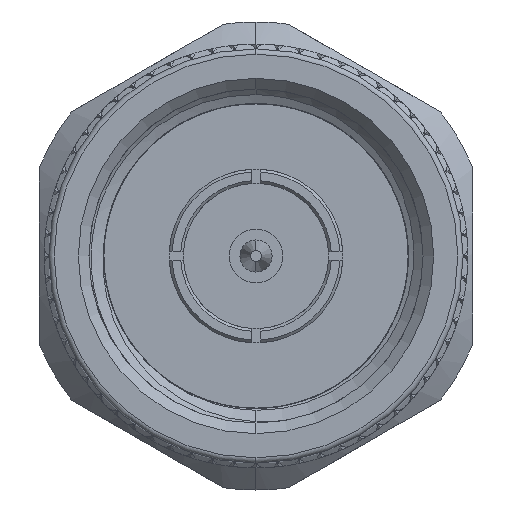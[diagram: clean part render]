
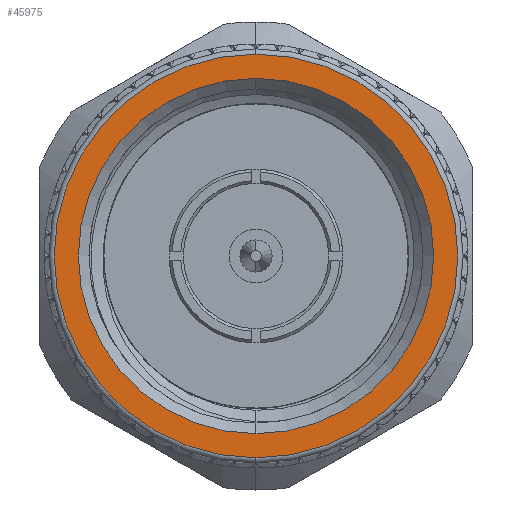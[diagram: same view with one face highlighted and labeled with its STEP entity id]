
A CAD part, left-side view. The second image highlights one B-rep face of the part: STEP entity #45975.
In plain terms, the highlighted planar face has unit normal (-1, 0, 0).
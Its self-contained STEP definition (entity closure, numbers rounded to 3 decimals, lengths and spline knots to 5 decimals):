
#287 = CARTESIAN_POINT ( 'NONE',  ( 0., 0., 0. ) ) ;
#554 = DIRECTION ( 'NONE',  ( 1., 0., 0. ) ) ;
#1640 = AXIS2_PLACEMENT_3D ( 'NONE', #287, #554, #68299 ) ;
#2259 = CARTESIAN_POINT ( 'NONE',  ( 0., 0., 0. ) ) ;
#3946 = CIRCLE ( 'NONE', #54511, 0.3325 ) ;
#4057 = CIRCLE ( 'NONE', #33479, 0.3776 ) ;
#5583 = CIRCLE ( 'NONE', #1640, 0.3325 ) ;
#7325 = AXIS2_PLACEMENT_3D ( 'NONE', #55026, #29825, #72735 ) ;
#7462 = EDGE_LOOP ( 'NONE', ( #56265, #55376 ) ) ;
#9896 = PLANE ( 'NONE',  #69476 ) ;
#10830 = EDGE_CURVE ( 'NONE', #75067, #15757, #3946, .T. ) ;
#12617 = VERTEX_POINT ( 'NONE', #57568 ) ;
#15757 = VERTEX_POINT ( 'NONE', #47726 ) ;
#20735 = DIRECTION ( 'NONE',  ( 0., 0., -1. ) ) ;
#20811 = FACE_OUTER_BOUND ( 'NONE', #7462, .T. ) ;
#23051 = EDGE_CURVE ( 'NONE', #76319, #12617, #33272, .T. ) ;
#23520 = CARTESIAN_POINT ( 'NONE',  ( 0., 0., 0. ) ) ;
#26866 = DIRECTION ( 'NONE',  ( 1., 0., 0. ) ) ;
#28076 = DIRECTION ( 'NONE',  ( 1., 0., 0. ) ) ;
#28490 = CARTESIAN_POINT ( 'NONE',  ( 0., 0., 0.3776 ) ) ;
#29825 = DIRECTION ( 'NONE',  ( -1., 0., 0. ) ) ;
#33272 = CIRCLE ( 'NONE', #7325, 0.3776 ) ;
#33479 = AXIS2_PLACEMENT_3D ( 'NONE', #73014, #55057, #36560 ) ;
#36560 = DIRECTION ( 'NONE',  ( 0., 0., -1. ) ) ;
#39993 = EDGE_CURVE ( 'NONE', #12617, #76319, #4057, .T. ) ;
#42051 = CARTESIAN_POINT ( 'NONE',  ( 0., 0., 0.3325 ) ) ;
#45975 = ADVANCED_FACE ( 'NONE', ( #51442, #20811 ), #9896, .F. ) ;
#46654 = ORIENTED_EDGE ( 'NONE', *, *, #10830, .T. ) ;
#47726 = CARTESIAN_POINT ( 'NONE',  ( 0., 0., -0.3325 ) ) ;
#51442 = FACE_BOUND ( 'NONE', #62803, .T. ) ;
#52757 = DIRECTION ( 'NONE',  ( 0., 0., -1. ) ) ;
#54511 = AXIS2_PLACEMENT_3D ( 'NONE', #2259, #26866, #20735 ) ;
#55026 = CARTESIAN_POINT ( 'NONE',  ( 0., 0., 0. ) ) ;
#55057 = DIRECTION ( 'NONE',  ( -1., 0., 0. ) ) ;
#55376 = ORIENTED_EDGE ( 'NONE', *, *, #23051, .T. ) ;
#56265 = ORIENTED_EDGE ( 'NONE', *, *, #39993, .T. ) ;
#57568 = CARTESIAN_POINT ( 'NONE',  ( 0., 0., -0.3776 ) ) ;
#61283 = EDGE_CURVE ( 'NONE', #15757, #75067, #5583, .T. ) ;
#62803 = EDGE_LOOP ( 'NONE', ( #46654, #71636 ) ) ;
#68299 = DIRECTION ( 'NONE',  ( 0., 0., -1. ) ) ;
#69476 = AXIS2_PLACEMENT_3D ( 'NONE', #23520, #28076, #52757 ) ;
#71636 = ORIENTED_EDGE ( 'NONE', *, *, #61283, .T. ) ;
#72735 = DIRECTION ( 'NONE',  ( 0., 0., -1. ) ) ;
#73014 = CARTESIAN_POINT ( 'NONE',  ( 0., 0., 0. ) ) ;
#75067 = VERTEX_POINT ( 'NONE', #42051 ) ;
#76319 = VERTEX_POINT ( 'NONE', #28490 ) ;
